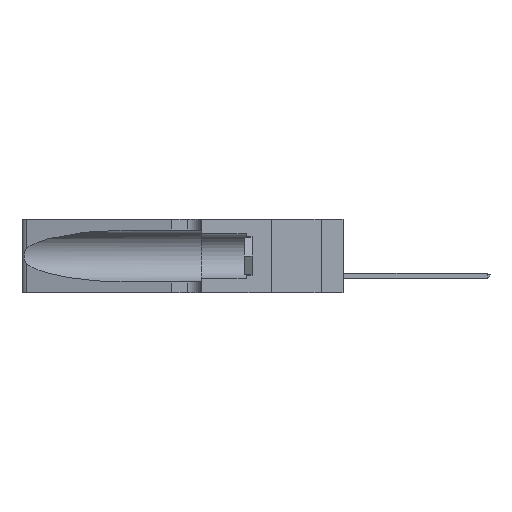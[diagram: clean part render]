
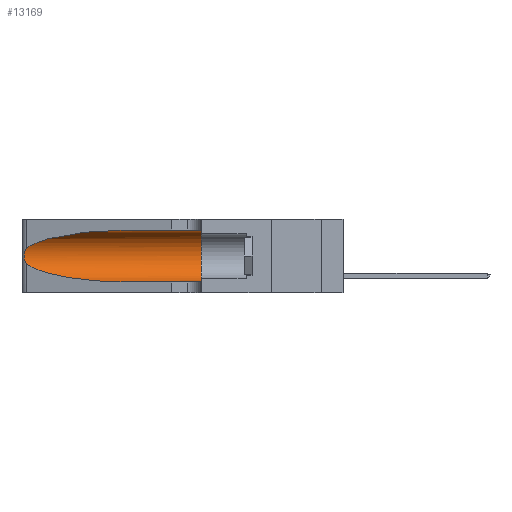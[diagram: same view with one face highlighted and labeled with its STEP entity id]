
A CAD part, left-side view. The second image highlights one B-rep face of the part: STEP entity #13169.
In plain terms, the highlighted cylindrical face has radius 3.308 mm (diameter 6.617 mm), a partial arc.
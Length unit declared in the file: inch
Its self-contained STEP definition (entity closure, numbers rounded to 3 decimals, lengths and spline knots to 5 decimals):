
#1077 = CARTESIAN_POINT ( 'NONE',  ( 0.25555, 1.22993, 0.14849 ) ) ;
#2489 = ORIENTED_EDGE ( 'NONE', *, *, #22735, .T. ) ;
#3026 = CARTESIAN_POINT ( 'NONE',  ( 0.1305, 0.72297, 0.31525 ) ) ;
#3191 = CARTESIAN_POINT ( 'NONE',  ( 0.26075, 1.23896, 0.19203 ) ) ;
#3425 = VERTEX_POINT ( 'NONE', #16072 ) ;
#4132 = EDGE_LOOP ( 'NONE', ( #25800, #19620, #2489, #15691, #14404, #11065 ) ) ;
#5159 = CARTESIAN_POINT ( 'NONE',  ( 0.25487, 1.22718, 0.14631 ) ) ;
#5521 =( BOUNDED_CURVE ( )  B_SPLINE_CURVE ( 3, ( #13354, #17529, #14468, #8631 ),
 .UNSPECIFIED., .F., .F. ) 
 B_SPLINE_CURVE_WITH_KNOTS ( ( 4, 4 ),
 ( 1.5708, 2.84003 ),
 .UNSPECIFIED. ) 
 CURVE ( )  GEOMETRIC_REPRESENTATION_ITEM ( )  RATIONAL_B_SPLINE_CURVE ( ( 1., 0.87, 0.87, 1. ) ) 
 REPRESENTATION_ITEM ( '' )  );
#6305 = CARTESIAN_POINT ( 'NONE',  ( 0.25639, 1.23184, 0.21858 ) ) ;
#7104 = CARTESIAN_POINT ( 'NONE',  ( 0.25856, 1.23593, 0.16098 ) ) ;
#7124 = DIRECTION ( 'NONE',  ( 0., 1., 0. ) ) ;
#7517 = AXIS2_PLACEMENT_3D ( 'NONE', #9443, #7124, #25680 ) ;
#8631 = CARTESIAN_POINT ( 'NONE',  ( 0.25487, 1.22718, 0.22369 ) ) ;
#8709 = CARTESIAN_POINT ( 'NONE',  ( 0.25787, 1.23484, 0.2124 ) ) ;
#9036 = EDGE_CURVE ( 'NONE', #21151, #10651, #23245, .T. ) ;
#9068 = CARTESIAN_POINT ( 'NONE',  ( 0.26075, 1.23896, 0.178 ) ) ;
#9219 = CARTESIAN_POINT ( 'NONE',  ( 0.1305, 0.72297, 0.05475 ) ) ;
#9443 = CARTESIAN_POINT ( 'NONE',  ( 0.1305, 0.35, 0.185 ) ) ;
#9747 = CARTESIAN_POINT ( 'NONE',  ( 0.25487, 1.22718, 0.22369 ) ) ;
#9766 =( BOUNDED_CURVE ( )  B_SPLINE_CURVE ( 3, ( #5159, #13147, #17228, #15261 ),
 .UNSPECIFIED., .F., .F. ) 
 B_SPLINE_CURVE_WITH_KNOTS ( ( 4, 4 ),
 ( 3.44316, 4.71239 ),
 .UNSPECIFIED. ) 
 CURVE ( )  GEOMETRIC_REPRESENTATION_ITEM ( )  RATIONAL_B_SPLINE_CURVE ( ( 1., 0.87, 0.87, 1. ) ) 
 REPRESENTATION_ITEM ( '' )  );
#10651 = VERTEX_POINT ( 'NONE', #23119 ) ;
#11000 = FACE_OUTER_BOUND ( 'NONE', #4132, .T. ) ;
#11065 = ORIENTED_EDGE ( 'NONE', *, *, #21664, .F. ) ;
#11141 = EDGE_CURVE ( 'NONE', #14135, #21151, #5521, .T. ) ;
#11365 = CARTESIAN_POINT ( 'NONE',  ( 0.25789, 1.23486, 0.15765 ) ) ;
#12041 = VERTEX_POINT ( 'NONE', #12608 ) ;
#12608 = CARTESIAN_POINT ( 'NONE',  ( 0.1305, 0.35, 0.31525 ) ) ;
#13147 = CARTESIAN_POINT ( 'NONE',  ( 0.2373, 1.15595, 0.08982 ) ) ;
#13169 = ADVANCED_FACE ( 'NONE', ( #11000 ), #21497, .F. ) ;
#13236 = CARTESIAN_POINT ( 'NONE',  ( 0.25639, 1.23186, 0.15144 ) ) ;
#13354 = CARTESIAN_POINT ( 'NONE',  ( 0.1305, 0.72297, 0.31525 ) ) ;
#13666 = DIRECTION ( 'NONE',  ( 0., -1., 0. ) ) ;
#13756 = AXIS2_PLACEMENT_3D ( 'NONE', #19575, #25445, #15564 ) ;
#14135 = VERTEX_POINT ( 'NONE', #3026 ) ;
#14364 = CARTESIAN_POINT ( 'NONE',  ( 0.25555, 1.22994, 0.2215 ) ) ;
#14404 = ORIENTED_EDGE ( 'NONE', *, *, #15959, .F. ) ;
#14468 = CARTESIAN_POINT ( 'NONE',  ( 0.2373, 1.15595, 0.28018 ) ) ;
#15175 = CARTESIAN_POINT ( 'NONE',  ( 0.25854, 1.2359, 0.20912 ) ) ;
#15261 = CARTESIAN_POINT ( 'NONE',  ( 0.1305, 0.72297, 0.05475 ) ) ;
#15564 = DIRECTION ( 'NONE',  ( 0., 0., -1. ) ) ;
#15691 = ORIENTED_EDGE ( 'NONE', *, *, #26270, .T. ) ;
#15959 = EDGE_CURVE ( 'NONE', #12041, #3425, #20052, .T. ) ;
#16072 = CARTESIAN_POINT ( 'NONE',  ( 0.1305, 0.35, 0.05475 ) ) ;
#16435 = LINE ( 'NONE', #21546, #24419 ) ;
#17228 = CARTESIAN_POINT ( 'NONE',  ( 0.18966, 0.96281, 0.05475 ) ) ;
#17529 = CARTESIAN_POINT ( 'NONE',  ( 0.18966, 0.96281, 0.31525 ) ) ;
#17539 = DIRECTION ( 'NONE',  ( 0., -1., 0. ) ) ;
#17988 = LINE ( 'NONE', #20799, #23710 ) ;
#19277 = CARTESIAN_POINT ( 'NONE',  ( 0.26018, 1.23835, 0.19895 ) ) ;
#19575 = CARTESIAN_POINT ( 'NONE',  ( 0.1305, 1.61858, 0.185 ) ) ;
#19620 = ORIENTED_EDGE ( 'NONE', *, *, #9036, .T. ) ;
#20052 = CIRCLE ( 'NONE', #7517, 0.13025 ) ;
#20799 = CARTESIAN_POINT ( 'NONE',  ( 0.1305, 1.61858, 0.31525 ) ) ;
#21151 = VERTEX_POINT ( 'NONE', #9747 ) ;
#21497 = CYLINDRICAL_SURFACE ( 'NONE', #13756, 0.13025 ) ;
#21546 = CARTESIAN_POINT ( 'NONE',  ( 0.1305, 1.61858, 0.05475 ) ) ;
#21664 = EDGE_CURVE ( 'NONE', #14135, #12041, #17988, .T. ) ;
#22735 = EDGE_CURVE ( 'NONE', #10651, #25189, #9766, .T. ) ;
#23119 = CARTESIAN_POINT ( 'NONE',  ( 0.25487, 1.22718, 0.14631 ) ) ;
#23245 = B_SPLINE_CURVE_WITH_KNOTS ( 'NONE', 3,
 ( #24785, #14364, #6305, #8709, #15175, #19277, #3191, #9068, #23256, #7104, #11365, #13236, #1077, #23525 ),
 .UNSPECIFIED., .F., .F.,
 ( 4, 2, 2, 2, 2, 2, 4 ),
 ( 0., 0.00027, 0.00053, 0.00107, 0.0016, 0.00187, 0.00214 ),
 .UNSPECIFIED. ) ;
#23256 = CARTESIAN_POINT ( 'NONE',  ( 0.26017, 1.23833, 0.17102 ) ) ;
#23525 = CARTESIAN_POINT ( 'NONE',  ( 0.25487, 1.22718, 0.14631 ) ) ;
#23710 = VECTOR ( 'NONE', #13666, 39.37008 ) ;
#24419 = VECTOR ( 'NONE', #17539, 39.37008 ) ;
#24785 = CARTESIAN_POINT ( 'NONE',  ( 0.25487, 1.22718, 0.22369 ) ) ;
#25189 = VERTEX_POINT ( 'NONE', #9219 ) ;
#25445 = DIRECTION ( 'NONE',  ( 0., -1., 0. ) ) ;
#25680 = DIRECTION ( 'NONE',  ( 0., 0., 1. ) ) ;
#25800 = ORIENTED_EDGE ( 'NONE', *, *, #11141, .T. ) ;
#26270 = EDGE_CURVE ( 'NONE', #25189, #3425, #16435, .T. ) ;
